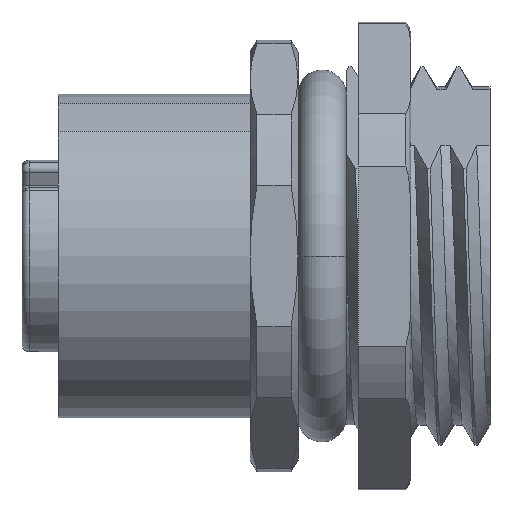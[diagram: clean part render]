
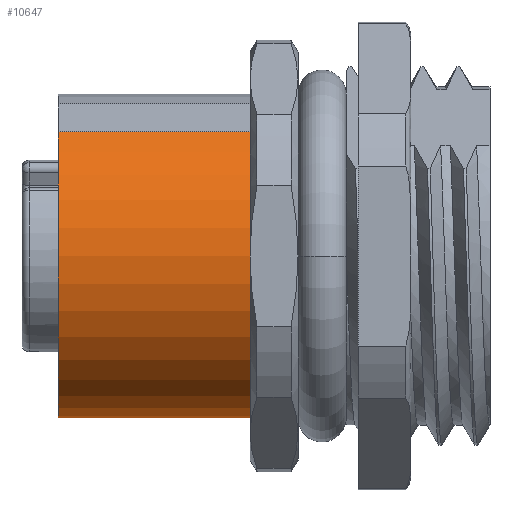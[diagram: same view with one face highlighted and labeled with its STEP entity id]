
A CAD part, left-side view. The second image highlights one B-rep face of the part: STEP entity #10647.
In plain terms, the highlighted cylindrical face has radius 6.75 mm (diameter 13.5 mm), a partial arc.
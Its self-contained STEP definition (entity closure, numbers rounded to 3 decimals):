
#452=CARTESIAN_POINT('',(0.,2.,0.));
#453=DIRECTION('',(0.,-1.,0.));
#454=DIRECTION('',(-0.641,0.,0.767));
#455=AXIS2_PLACEMENT_3D('',#452,#453,#454);
#457=DIRECTION('',(0.,-1.,0.));
#458=VECTOR('',#457,8.);
#459=CARTESIAN_POINT('',(2.323,10.,-6.338));
#460=LINE('',#459,#458);
#461=CARTESIAN_POINT('',(0.,10.,0.));
#462=DIRECTION('',(0.,1.,0.));
#463=DIRECTION('',(0.344,0.,-0.939));
#464=AXIS2_PLACEMENT_3D('',#461,#462,#463);
#466=DIRECTION('',(0.,1.,0.));
#467=VECTOR('',#466,8.);
#468=CARTESIAN_POINT('',(-4.327,2.,5.18));
#469=LINE('',#468,#467);
#8627=CARTESIAN_POINT('',(-4.327,10.,5.18));
#8629=VERTEX_POINT('',#8627);
#8630=CARTESIAN_POINT('',(2.323,10.,-6.338));
#8632=VERTEX_POINT('',#8630);
#8634=CARTESIAN_POINT('',(-4.327,2.,5.18));
#8635=VERTEX_POINT('',#8634);
#8640=CARTESIAN_POINT('',(2.323,2.,-6.338));
#8641=VERTEX_POINT('',#8640);
#10635=CARTESIAN_POINT('',(0.,2.,0.));
#10636=DIRECTION('',(0.,1.,0.));
#10637=DIRECTION('',(-0.866,0.,-0.5));
#10638=AXIS2_PLACEMENT_3D('',#10635,#10636,#10637);
#10639=CYLINDRICAL_SURFACE('',#10638,6.75);
#10640=ORIENTED_EDGE('',*,*,#10306,.T.);
#10642=ORIENTED_EDGE('',*,*,#10641,.F.);
#10643=ORIENTED_EDGE('',*,*,#10608,.T.);
#10644=ORIENTED_EDGE('',*,*,#10630,.F.);
#10645=EDGE_LOOP('',(#10640,#10642,#10643,#10644));
#10646=FACE_OUTER_BOUND('',#10645,.F.);
#456=CIRCLE('',#455,6.75);
#465=CIRCLE('',#464,6.75);
#10306=EDGE_CURVE('',#8635,#8641,#456,.T.);
#10608=EDGE_CURVE('',#8632,#8629,#465,.T.);
#10630=EDGE_CURVE('',#8635,#8629,#469,.T.);
#10641=EDGE_CURVE('',#8632,#8641,#460,.T.);
#10647=ADVANCED_FACE('',(#10646),#10639,.T.);
